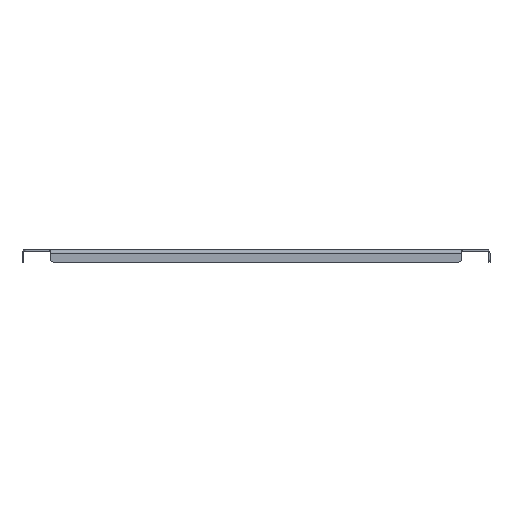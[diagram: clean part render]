
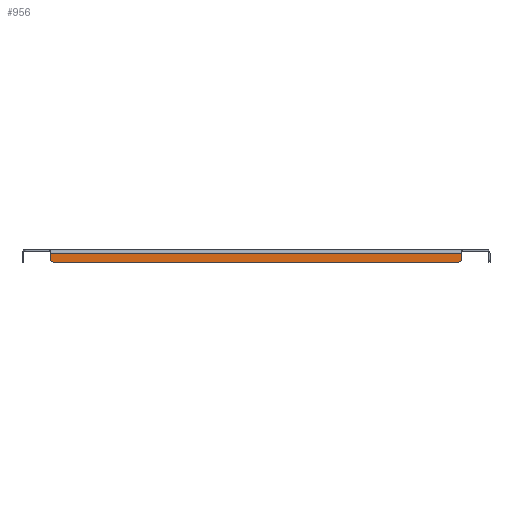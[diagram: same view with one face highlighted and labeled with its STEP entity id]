
A CAD part, left-side view. The second image highlights one B-rep face of the part: STEP entity #956.
In plain terms, the highlighted planar face has unit normal (-1, 0, 0).
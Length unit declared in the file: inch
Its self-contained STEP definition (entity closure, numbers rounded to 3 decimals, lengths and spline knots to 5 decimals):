
#116 = VECTOR ( 'NONE', #1297, 39.37008 ) ;
#244 = VERTEX_POINT ( 'NONE', #839 ) ;
#311 = EDGE_CURVE ( 'NONE', #1408, #2456, #2419, .T. ) ;
#344 = CARTESIAN_POINT ( 'NONE',  ( -13.47075, -14.24175, -0.858 ) ) ;
#345 = CARTESIAN_POINT ( 'NONE',  ( -13.47075, -14.49175, -0.2465 ) ) ;
#489 = AXIS2_PLACEMENT_3D ( 'NONE', #2013, #2774, #2072 ) ;
#510 = VECTOR ( 'NONE', #1434, 39.37008 ) ;
#714 = DIRECTION ( 'NONE',  ( 0., 0., 1. ) ) ;
#815 = EDGE_CURVE ( 'NONE', #3241, #1408, #2908, .T. ) ;
#839 = CARTESIAN_POINT ( 'NONE',  ( -13.47075, -14.49175, -0.2465 ) ) ;
#905 = DIRECTION ( 'NONE',  ( 0., -1., 0. ) ) ;
#941 = LINE ( 'NONE', #2262, #510 ) ;
#956 = ADVANCED_FACE ( 'NONE', ( #1005 ), #2041, .T. ) ;
#1005 = FACE_OUTER_BOUND ( 'NONE', #2289, .T. ) ;
#1120 = EDGE_CURVE ( 'NONE', #2435, #244, #1251, .T. ) ;
#1155 = DIRECTION ( 'NONE',  ( 0., -1., 0. ) ) ;
#1166 = CARTESIAN_POINT ( 'NONE',  ( -13.47075, 16.36675, -0.858 ) ) ;
#1216 = DIRECTION ( 'NONE',  ( 0., -1., 0. ) ) ;
#1251 = LINE ( 'NONE', #2261, #116 ) ;
#1280 = VECTOR ( 'NONE', #1155, 39.37008 ) ;
#1297 = DIRECTION ( 'NONE',  ( 0., 0., 1. ) ) ;
#1330 = ORIENTED_EDGE ( 'NONE', *, *, #311, .T. ) ;
#1397 = EDGE_CURVE ( 'NONE', #1533, #244, #2921, .T. ) ;
#1408 = VERTEX_POINT ( 'NONE', #2141 ) ;
#1434 = DIRECTION ( 'NONE',  ( 0., 0., -1. ) ) ;
#1533 = VERTEX_POINT ( 'NONE', #2833 ) ;
#1960 = ORIENTED_EDGE ( 'NONE', *, *, #2269, .T. ) ;
#1965 = ORIENTED_EDGE ( 'NONE', *, *, #1397, .F. ) ;
#1972 = CARTESIAN_POINT ( 'NONE',  ( -13.47075, -14.24175, -0.608 ) ) ;
#2010 = ORIENTED_EDGE ( 'NONE', *, *, #2358, .T. ) ;
#2013 = CARTESIAN_POINT ( 'NONE',  ( -13.47075, 16.36675, 0. ) ) ;
#2041 = PLANE ( 'NONE',  #489 ) ;
#2072 = DIRECTION ( 'NONE',  ( 0., 0., 1. ) ) ;
#2109 = DIRECTION ( 'NONE',  ( -1., 0., 0. ) ) ;
#2141 = CARTESIAN_POINT ( 'NONE',  ( -13.47075, 14.24175, -0.858 ) ) ;
#2166 = ORIENTED_EDGE ( 'NONE', *, *, #815, .T. ) ;
#2261 = CARTESIAN_POINT ( 'NONE',  ( -13.47075, -14.49175, 0. ) ) ;
#2262 = CARTESIAN_POINT ( 'NONE',  ( -13.47075, 14.49175, 0. ) ) ;
#2266 = DIRECTION ( 'NONE',  ( -1., 0., 0. ) ) ;
#2269 = EDGE_CURVE ( 'NONE', #1533, #3241, #941, .T. ) ;
#2289 = EDGE_LOOP ( 'NONE', ( #1960, #2166, #1330, #2010, #2539, #1965 ) ) ;
#2357 = AXIS2_PLACEMENT_3D ( 'NONE', #1972, #2266, #714 ) ;
#2358 = EDGE_CURVE ( 'NONE', #2456, #2435, #2941, .T. ) ;
#2370 = CARTESIAN_POINT ( 'NONE',  ( -13.47075, 14.24175, -0.608 ) ) ;
#2419 = LINE ( 'NONE', #1166, #2767 ) ;
#2435 = VERTEX_POINT ( 'NONE', #2608 ) ;
#2456 = VERTEX_POINT ( 'NONE', #344 ) ;
#2539 = ORIENTED_EDGE ( 'NONE', *, *, #1120, .T. ) ;
#2608 = CARTESIAN_POINT ( 'NONE',  ( -13.47075, -14.49175, -0.608 ) ) ;
#2767 = VECTOR ( 'NONE', #1216, 39.37008 ) ;
#2774 = DIRECTION ( 'NONE',  ( -1., 0., 0. ) ) ;
#2833 = CARTESIAN_POINT ( 'NONE',  ( -13.47075, 14.49175, -0.2465 ) ) ;
#2856 = AXIS2_PLACEMENT_3D ( 'NONE', #2370, #2109, #905 ) ;
#2891 = CARTESIAN_POINT ( 'NONE',  ( -13.47075, 14.49175, -0.608 ) ) ;
#2908 = CIRCLE ( 'NONE', #2856, 0.25 ) ;
#2921 = LINE ( 'NONE', #345, #1280 ) ;
#2941 = CIRCLE ( 'NONE', #2357, 0.25 ) ;
#3241 = VERTEX_POINT ( 'NONE', #2891 ) ;
